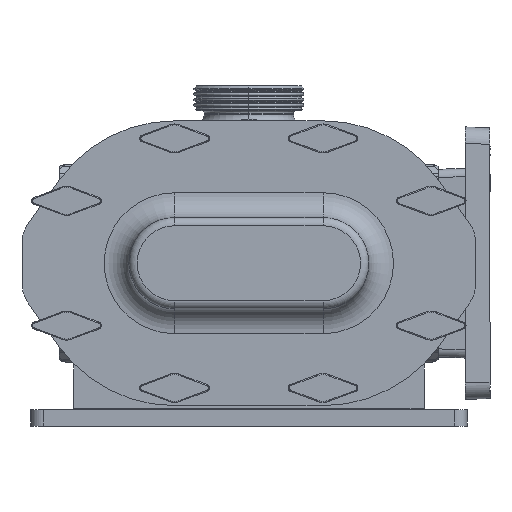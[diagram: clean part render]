
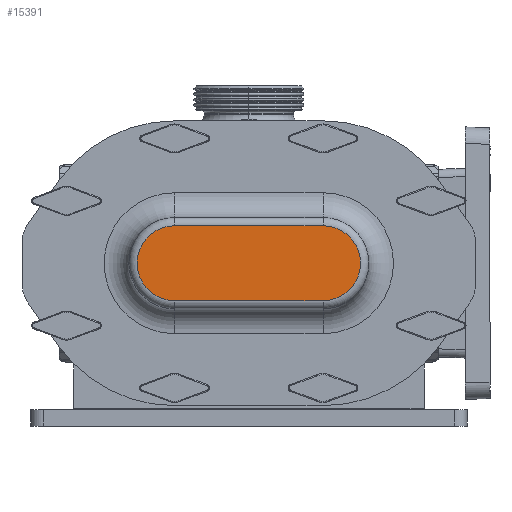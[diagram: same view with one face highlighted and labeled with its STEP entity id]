
A CAD part, left-side view. The second image highlights one B-rep face of the part: STEP entity #15391.
In plain terms, the highlighted planar face has unit normal (-1, 0, 0).
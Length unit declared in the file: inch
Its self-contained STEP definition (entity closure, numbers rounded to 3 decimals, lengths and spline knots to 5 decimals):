
#280 = EDGE_CURVE ( 'NONE', #36653, #23869, #7242, .T. ) ;
#527 = CARTESIAN_POINT ( 'NONE',  ( -2.21, -2.25, -1.135 ) ) ;
#832 = DIRECTION ( 'NONE',  ( -1., 0., 0. ) ) ;
#4380 = DIRECTION ( 'NONE',  ( 0., 0., 1. ) ) ;
#7242 = CIRCLE ( 'NONE', #39284, 1.135 ) ;
#7734 = CARTESIAN_POINT ( 'NONE',  ( -2.21, 2.25, -1.135 ) ) ;
#9165 = DIRECTION ( 'NONE',  ( 0., 0., 1. ) ) ;
#10067 = ORIENTED_EDGE ( 'NONE', *, *, #13412, .T. ) ;
#10673 = PLANE ( 'NONE',  #10836 ) ;
#10836 = AXIS2_PLACEMENT_3D ( 'NONE', #39954, #11301, #4380 ) ;
#11301 = DIRECTION ( 'NONE',  ( -1., 0., 0. ) ) ;
#13412 = EDGE_CURVE ( 'NONE', #23430, #36653, #29393, .T. ) ;
#13439 = VERTEX_POINT ( 'NONE', #527 ) ;
#15203 = EDGE_LOOP ( 'NONE', ( #10067, #37954, #27639, #34405 ) ) ;
#15391 = ADVANCED_FACE ( 'NONE', ( #17164 ), #10673, .T. ) ;
#15998 = EDGE_CURVE ( 'NONE', #13439, #23430, #32798, .T. ) ;
#16019 = CARTESIAN_POINT ( 'NONE',  ( -2.21, 2.25, 1.135 ) ) ;
#16376 = VECTOR ( 'NONE', #22906, 39.37008 ) ;
#16531 = CARTESIAN_POINT ( 'NONE',  ( -2.21, -2.25, 0. ) ) ;
#17164 = FACE_OUTER_BOUND ( 'NONE', #15203, .T. ) ;
#17377 = CARTESIAN_POINT ( 'NONE',  ( -2.21, -2.25, -1.135 ) ) ;
#19397 = CARTESIAN_POINT ( 'NONE',  ( -2.21, 2.25, 1.135 ) ) ;
#20302 = DIRECTION ( 'NONE',  ( 0., -1., 0. ) ) ;
#22906 = DIRECTION ( 'NONE',  ( 0., 1., 0. ) ) ;
#23430 = VERTEX_POINT ( 'NONE', #28961 ) ;
#23869 = VERTEX_POINT ( 'NONE', #7734 ) ;
#23966 = EDGE_CURVE ( 'NONE', #23869, #13439, #33055, .T. ) ;
#24811 = AXIS2_PLACEMENT_3D ( 'NONE', #16531, #832, #29294 ) ;
#25261 = DIRECTION ( 'NONE',  ( -1., 0., 0. ) ) ;
#27639 = ORIENTED_EDGE ( 'NONE', *, *, #23966, .T. ) ;
#28961 = CARTESIAN_POINT ( 'NONE',  ( -2.21, -2.25, 1.135 ) ) ;
#29294 = DIRECTION ( 'NONE',  ( 0., 0., 1. ) ) ;
#29393 = LINE ( 'NONE', #16019, #16376 ) ;
#32798 = CIRCLE ( 'NONE', #24811, 1.135 ) ;
#33055 = LINE ( 'NONE', #17377, #33488 ) ;
#33488 = VECTOR ( 'NONE', #20302, 39.37008 ) ;
#34405 = ORIENTED_EDGE ( 'NONE', *, *, #15998, .T. ) ;
#34884 = CARTESIAN_POINT ( 'NONE',  ( -2.21, 2.25, 0. ) ) ;
#36653 = VERTEX_POINT ( 'NONE', #19397 ) ;
#37954 = ORIENTED_EDGE ( 'NONE', *, *, #280, .T. ) ;
#39284 = AXIS2_PLACEMENT_3D ( 'NONE', #34884, #25261, #9165 ) ;
#39954 = CARTESIAN_POINT ( 'NONE',  ( -2.21, 2.25, 0. ) ) ;
